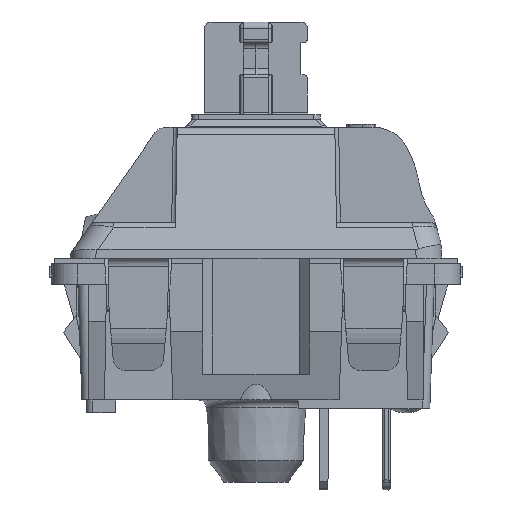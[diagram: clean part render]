
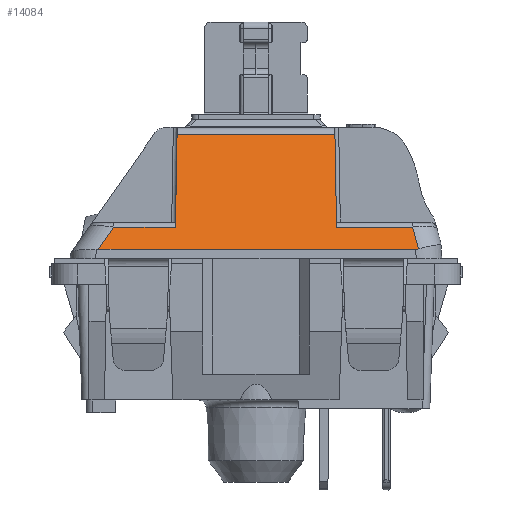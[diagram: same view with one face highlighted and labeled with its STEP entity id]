
A CAD part, left-side view. The second image highlights one B-rep face of the part: STEP entity #14084.
In plain terms, the highlighted planar face has unit normal (-0.927, 0, 0.375).
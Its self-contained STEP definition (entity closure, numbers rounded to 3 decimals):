
#355=PLANE('',#14997);
#1265=LINE('',#21571,#2884);
#1268=LINE('',#21601,#2887);
#1309=LINE('',#21761,#2928);
#1311=LINE('',#21780,#2930);
#1317=LINE('',#21796,#2936);
#1318=LINE('',#21799,#2937);
#1326=LINE('',#21868,#2945);
#1327=LINE('',#21869,#2946);
#2884=VECTOR('',#16915,1.);
#2887=VECTOR('',#16930,1.);
#2928=VECTOR('',#17045,1.);
#2930=VECTOR('',#17053,1.);
#2936=VECTOR('',#17073,1.);
#2937=VECTOR('',#17076,1.);
#2945=VECTOR('',#17106,1.);
#2946=VECTOR('',#17107,1.);
#4211=FACE_OUTER_BOUND('',#4970,.T.);
#4970=EDGE_LOOP('',(#10873,#10874,#10875,#10876,#10877,#10878,#10879,#10880,
#10881));
#5791=ELLIPSE('',#14934,3.056,0.994);
#6421=VERTEX_POINT('',#21551);
#6422=VERTEX_POINT('',#21566);
#6423=VERTEX_POINT('',#21573);
#6426=VERTEX_POINT('',#21589);
#6427=VERTEX_POINT('',#21599);
#6453=VERTEX_POINT('',#21760);
#6455=VERTEX_POINT('',#21779);
#6458=VERTEX_POINT('',#21794);
#6459=VERTEX_POINT('',#21798);
#8011=EDGE_CURVE('',#6421,#6422,#1265,.T.);
#8012=EDGE_CURVE('',#6421,#6423,#5791,.T.);
#8019=EDGE_CURVE('',#6426,#6427,#1268,.T.);
#8076=EDGE_CURVE('',#6423,#6453,#1309,.T.);
#8080=EDGE_CURVE('',#6455,#6426,#1311,.T.);
#8088=EDGE_CURVE('',#6427,#6458,#1317,.T.);
#8089=EDGE_CURVE('',#6459,#6453,#1318,.T.);
#8102=EDGE_CURVE('',#6455,#6422,#1326,.T.);
#8103=EDGE_CURVE('',#6459,#6458,#1327,.T.);
#10873=ORIENTED_EDGE('',*,*,#8076,.F.);
#10874=ORIENTED_EDGE('',*,*,#8012,.F.);
#10875=ORIENTED_EDGE('',*,*,#8011,.T.);
#10876=ORIENTED_EDGE('',*,*,#8102,.F.);
#10877=ORIENTED_EDGE('',*,*,#8080,.T.);
#10878=ORIENTED_EDGE('',*,*,#8019,.T.);
#10879=ORIENTED_EDGE('',*,*,#8088,.T.);
#10880=ORIENTED_EDGE('',*,*,#8103,.F.);
#10881=ORIENTED_EDGE('',*,*,#8089,.T.);
#14084=ADVANCED_FACE('',(#4211),#355,.F.);
#14934=AXIS2_PLACEMENT_3D('',#21574,#16918,#16919);
#14997=AXIS2_PLACEMENT_3D('',#21867,#17104,#17105);
#16915=DIRECTION('',(0.364,0.241,0.9));
#16918=DIRECTION('center_axis',(0.927,0.,
-0.375));
#16919=DIRECTION('ref_axis',(-0.374,-0.055,-0.926));
#16930=DIRECTION('',(0.,1.,0.));
#17045=DIRECTION('',(0.,1.,0.));
#17053=DIRECTION('',(0.375,0.016,0.927));
#17073=DIRECTION('',(-0.375,0.016,-0.927));
#17076=DIRECTION('',(-0.314,0.545,-0.778));
#17104=DIRECTION('center_axis',(0.927,0.,-0.375));
#17105=DIRECTION('ref_axis',(-0.375,0.,-0.927));
#17106=DIRECTION('',(0.,-1.,0.));
#17107=DIRECTION('',(0.,-1.,0.));
#21551=CARTESIAN_POINT('',(-7.198,-6.32,5.876));
#21566=CARTESIAN_POINT('',(-6.855,-6.093,6.725));
#21571=CARTESIAN_POINT('',(-8.19,-6.978,3.422));
#21573=CARTESIAN_POINT('',(-7.205,-6.213,5.859));
#21574=CARTESIAN_POINT('Origin',(-6.062,-6.062,8.689));
#21589=CARTESIAN_POINT('',(-5.398,-3.07,10.332));
#21599=CARTESIAN_POINT('',(-5.398,3.07,10.332));
#21601=CARTESIAN_POINT('',(-5.398,0.,10.332));
#21760=CARTESIAN_POINT('',(-7.205,6.147,5.859));
#21761=CARTESIAN_POINT('',(-7.205,-16.,5.859));
#21779=CARTESIAN_POINT('',(-6.855,-3.133,6.725));
#21780=CARTESIAN_POINT('',(-7.428,-3.158,5.307));
#21794=CARTESIAN_POINT('',(-6.855,3.133,6.725));
#21796=CARTESIAN_POINT('',(-7.234,3.149,5.787));
#21798=CARTESIAN_POINT('',(-6.855,5.54,6.725));
#21799=CARTESIAN_POINT('',(-3.518,-0.243,14.985));
#21867=CARTESIAN_POINT('Origin',(-7.35,-16.,5.5));
#21868=CARTESIAN_POINT('',(-6.855,-16.,6.725));
#21869=CARTESIAN_POINT('',(-6.855,-16.,6.725));
